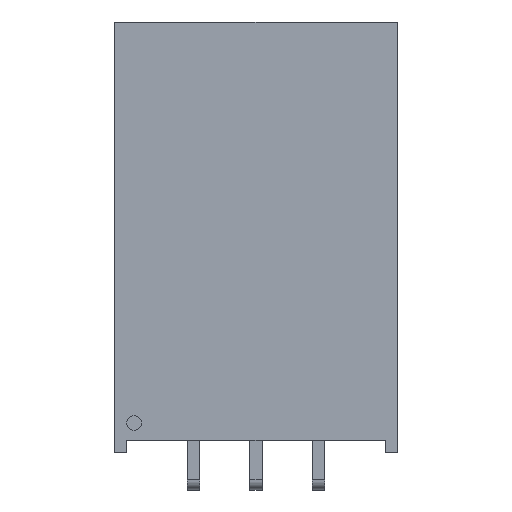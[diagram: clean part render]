
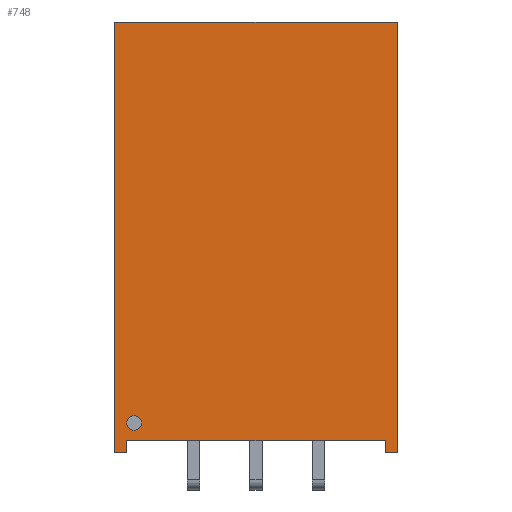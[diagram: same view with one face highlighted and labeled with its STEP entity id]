
A CAD part, top view. The second image highlights one B-rep face of the part: STEP entity #748.
In plain terms, the highlighted planar face has unit normal (0, 0, 1).
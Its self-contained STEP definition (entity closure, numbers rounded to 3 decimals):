
#13=FACE_BOUND('',#81,.T.);
#38=FACE_OUTER_BOUND('',#80,.T.);
#80=EDGE_LOOP('',(#519,#520,#521,#522,#523,#524,#525,#526));
#81=EDGE_LOOP('',(#527));
#115=CIRCLE('',#810,0.3);
#147=LINE('',#1113,#232);
#149=LINE('',#1117,#234);
#152=LINE('',#1123,#237);
#153=LINE('',#1125,#238);
#154=LINE('',#1127,#239);
#155=LINE('',#1129,#240);
#156=LINE('',#1131,#241);
#157=LINE('',#1132,#242);
#232=VECTOR('',#911,1000.);
#234=VECTOR('',#915,1000.);
#237=VECTOR('',#920,1000.);
#238=VECTOR('',#921,1000.);
#239=VECTOR('',#922,1000.);
#240=VECTOR('',#923,1000.);
#241=VECTOR('',#924,1000.);
#242=VECTOR('',#925,1000.);
#311=VERTEX_POINT('',#1103);
#314=VERTEX_POINT('',#1110);
#315=VERTEX_POINT('',#1112);
#316=VERTEX_POINT('',#1116);
#318=VERTEX_POINT('',#1122);
#319=VERTEX_POINT('',#1124);
#320=VERTEX_POINT('',#1126);
#321=VERTEX_POINT('',#1128);
#322=VERTEX_POINT('',#1130);
#386=EDGE_CURVE('',#311,#311,#115,.T.);
#389=EDGE_CURVE('',#315,#314,#147,.T.);
#391=EDGE_CURVE('',#316,#315,#149,.T.);
#394=EDGE_CURVE('',#318,#314,#152,.T.);
#395=EDGE_CURVE('',#319,#318,#153,.T.);
#396=EDGE_CURVE('',#319,#320,#154,.T.);
#397=EDGE_CURVE('',#320,#321,#155,.T.);
#398=EDGE_CURVE('',#322,#321,#156,.T.);
#399=EDGE_CURVE('',#316,#322,#157,.T.);
#519=ORIENTED_EDGE('',*,*,#389,.T.);
#520=ORIENTED_EDGE('',*,*,#394,.F.);
#521=ORIENTED_EDGE('',*,*,#395,.F.);
#522=ORIENTED_EDGE('',*,*,#396,.T.);
#523=ORIENTED_EDGE('',*,*,#397,.T.);
#524=ORIENTED_EDGE('',*,*,#398,.F.);
#525=ORIENTED_EDGE('',*,*,#399,.F.);
#526=ORIENTED_EDGE('',*,*,#391,.T.);
#527=ORIENTED_EDGE('',*,*,#386,.F.);
#667=PLANE('',#813);
#748=ADVANCED_FACE('',(#38,#13),#667,.F.);
#810=AXIS2_PLACEMENT_3D('',#1105,#905,#906);
#813=AXIS2_PLACEMENT_3D('',#1121,#918,#919);
#905=DIRECTION('center_axis',(0.,0.,1.));
#906=DIRECTION('ref_axis',(1.,0.,0.));
#911=DIRECTION('',(1.,0.,0.));
#915=DIRECTION('',(0.,-1.,0.));
#918=DIRECTION('center_axis',(0.,0.,-1.));
#919=DIRECTION('ref_axis',(-1.,0.,0.));
#920=DIRECTION('',(0.,-1.,0.));
#921=DIRECTION('',(-1.,0.,0.));
#922=DIRECTION('',(0.,-1.,0.));
#923=DIRECTION('',(1.,0.,0.));
#924=DIRECTION('',(0.,-1.,0.));
#925=DIRECTION('',(1.,0.,0.));
#1103=CARTESIAN_POINT('',(-5.25,1.2,4.5));
#1105=CARTESIAN_POINT('Origin',(-4.95,1.2,4.5));
#1110=CARTESIAN_POINT('',(-5.25,0.,4.5));
#1112=CARTESIAN_POINT('',(-5.75,0.,4.5));
#1113=CARTESIAN_POINT('',(-5.75,0.,4.5));
#1116=CARTESIAN_POINT('',(-5.75,17.5,4.5));
#1117=CARTESIAN_POINT('',(-5.75,17.5,4.5));
#1121=CARTESIAN_POINT('Origin',(-5.75,17.5,4.5));
#1122=CARTESIAN_POINT('',(-5.25,0.5,4.5));
#1123=CARTESIAN_POINT('',(-5.25,0.5,4.5));
#1124=CARTESIAN_POINT('',(5.25,0.5,4.5));
#1125=CARTESIAN_POINT('',(-5.25,0.5,4.5));
#1126=CARTESIAN_POINT('',(5.25,0.,4.5));
#1127=CARTESIAN_POINT('',(5.25,0.5,4.5));
#1128=CARTESIAN_POINT('',(5.75,0.,4.5));
#1129=CARTESIAN_POINT('',(-5.75,0.,4.5));
#1130=CARTESIAN_POINT('',(5.75,17.5,4.5));
#1131=CARTESIAN_POINT('',(5.75,17.5,4.5));
#1132=CARTESIAN_POINT('',(-5.75,17.5,4.5));
